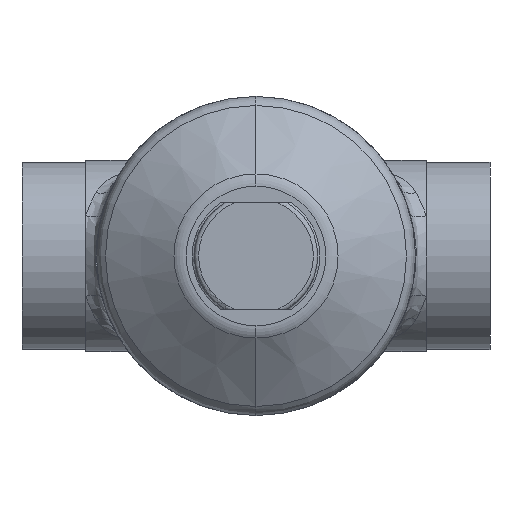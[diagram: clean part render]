
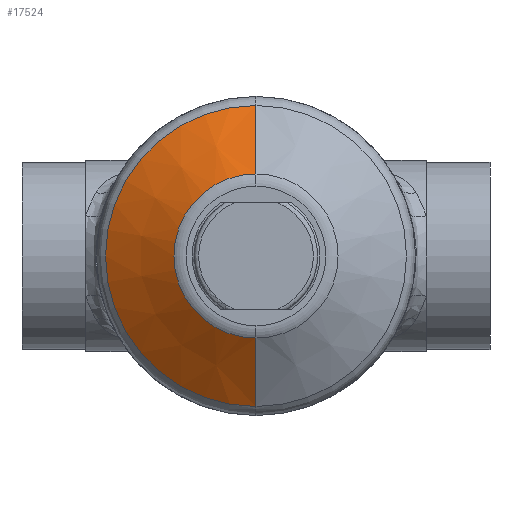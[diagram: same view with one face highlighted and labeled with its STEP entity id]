
A CAD part, front view. The second image highlights one B-rep face of the part: STEP entity #17524.
In plain terms, the highlighted conical face has half-angle 55 degrees and reference radius 38.583 mm.
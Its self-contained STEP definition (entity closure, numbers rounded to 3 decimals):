
#27 = CARTESIAN_POINT ( 'NONE',  ( 0., -131.192, 0. ) ) ;
#286 = ORIENTED_EDGE ( 'NONE', *, *, #15020, .T. ) ;
#599 = LINE ( 'NONE', #1945, #7420 ) ;
#1096 = CIRCLE ( 'NONE', #7325, 70.736 ) ;
#1191 = VERTEX_POINT ( 'NONE', #2825 ) ;
#1256 = CARTESIAN_POINT ( 'NONE',  ( 0., -108.678, -70.736 ) ) ;
#1813 = EDGE_CURVE ( 'NONE', #6970, #2747, #3086, .T. ) ;
#1945 = CARTESIAN_POINT ( 'NONE',  ( 0., -131.192, 38.583 ) ) ;
#2433 = CARTESIAN_POINT ( 'NONE',  ( 0., -131.192, 0. ) ) ;
#2463 = CARTESIAN_POINT ( 'NONE',  ( 0., -131.192, 38.583 ) ) ;
#2747 = VERTEX_POINT ( 'NONE', #1256 ) ;
#2825 = CARTESIAN_POINT ( 'NONE',  ( 0., -108.678, 70.736 ) ) ;
#3086 = LINE ( 'NONE', #15376, #13534 ) ;
#3639 = ORIENTED_EDGE ( 'NONE', *, *, #1813, .F. ) ;
#3802 = DIRECTION ( 'NONE',  ( 0., 0., -1. ) ) ;
#4817 = CONICAL_SURFACE ( 'NONE', #10659, 38.583, 0.96 ) ;
#5463 = DIRECTION ( 'NONE',  ( 0., 0., -1. ) ) ;
#5566 = EDGE_CURVE ( 'NONE', #2747, #1191, #1096, .T. ) ;
#6440 = CIRCLE ( 'NONE', #11885, 38.583 ) ;
#6970 = VERTEX_POINT ( 'NONE', #17247 ) ;
#7063 = DIRECTION ( 'NONE',  ( 0., 1., 0. ) ) ;
#7325 = AXIS2_PLACEMENT_3D ( 'NONE', #15213, #7063, #16596 ) ;
#7420 = VECTOR ( 'NONE', #11473, 1000. ) ;
#8421 = EDGE_CURVE ( 'NONE', #8787, #1191, #599, .T. ) ;
#8787 = VERTEX_POINT ( 'NONE', #2463 ) ;
#8858 = FACE_OUTER_BOUND ( 'NONE', #12543, .T. ) ;
#9563 = DIRECTION ( 'NONE',  ( 0., 1., 0. ) ) ;
#10659 = AXIS2_PLACEMENT_3D ( 'NONE', #27, #9563, #5463 ) ;
#10674 = ORIENTED_EDGE ( 'NONE', *, *, #8421, .T. ) ;
#11473 = DIRECTION ( 'NONE',  ( 0., 0.574, 0.819 ) ) ;
#11885 = AXIS2_PLACEMENT_3D ( 'NONE', #2433, #11974, #3802 ) ;
#11974 = DIRECTION ( 'NONE',  ( 0., 1., 0. ) ) ;
#12543 = EDGE_LOOP ( 'NONE', ( #286, #10674, #14014, #3639 ) ) ;
#13534 = VECTOR ( 'NONE', #16704, 1000. ) ;
#14014 = ORIENTED_EDGE ( 'NONE', *, *, #5566, .F. ) ;
#15020 = EDGE_CURVE ( 'NONE', #6970, #8787, #6440, .T. ) ;
#15213 = CARTESIAN_POINT ( 'NONE',  ( 0., -108.678, 0. ) ) ;
#15376 = CARTESIAN_POINT ( 'NONE',  ( 0., -131.192, -38.583 ) ) ;
#16596 = DIRECTION ( 'NONE',  ( 0., 0., -1. ) ) ;
#16704 = DIRECTION ( 'NONE',  ( 0., 0.574, -0.819 ) ) ;
#17247 = CARTESIAN_POINT ( 'NONE',  ( 0., -131.192, -38.583 ) ) ;
#17524 = ADVANCED_FACE ( 'NONE', ( #8858 ), #4817, .T. ) ;
